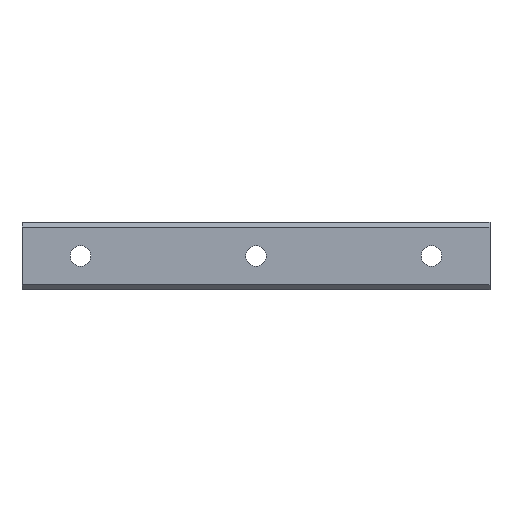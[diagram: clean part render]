
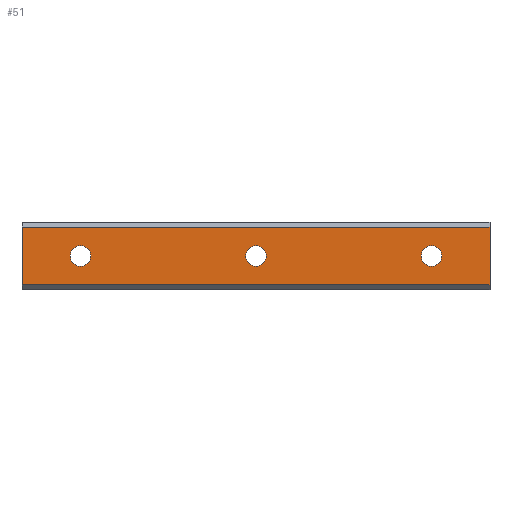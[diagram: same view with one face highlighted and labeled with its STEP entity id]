
A CAD part, front view. The second image highlights one B-rep face of the part: STEP entity #51.
In plain terms, the highlighted planar face has unit normal (0, -1, 0).
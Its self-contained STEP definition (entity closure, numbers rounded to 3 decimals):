
#1 = EDGE_LOOP ( 'NONE', ( #575, #676 ) ) ;
#22 = CARTESIAN_POINT ( 'NONE',  ( 60., 0., 0. ) ) ;
#35 = LINE ( 'NONE', #462, #1336 ) ;
#37 = DIRECTION ( 'NONE',  ( 0., -1., 0. ) ) ;
#44 = AXIS2_PLACEMENT_3D ( 'NONE', #233, #1195, #566 ) ;
#47 = CIRCLE ( 'NONE', #364, 3.5 ) ;
#51 = ADVANCED_FACE ( 'NONE', ( #673, #980, #1077, #152 ), #1304, .F. ) ;
#79 = EDGE_CURVE ( 'NONE', #944, #490, #780, .T. ) ;
#95 = ORIENTED_EDGE ( 'NONE', *, *, #986, .F. ) ;
#96 = CARTESIAN_POINT ( 'NONE',  ( -20., 0., 9.9 ) ) ;
#102 = DIRECTION ( 'NONE',  ( 0., -1., 0. ) ) ;
#142 = EDGE_LOOP ( 'NONE', ( #1019, #967 ) ) ;
#145 = EDGE_CURVE ( 'NONE', #347, #397, #761, .T. ) ;
#152 = FACE_BOUND ( 'NONE', #1, .T. ) ;
#197 = CARTESIAN_POINT ( 'NONE',  ( 120., 0., -3.5 ) ) ;
#233 = CARTESIAN_POINT ( 'NONE',  ( 140., 0., 9.9 ) ) ;
#242 = ORIENTED_EDGE ( 'NONE', *, *, #1148, .F. ) ;
#243 = EDGE_CURVE ( 'NONE', #973, #394, #1125, .T. ) ;
#249 = EDGE_LOOP ( 'NONE', ( #95, #1323, #353, #329 ) ) ;
#253 = AXIS2_PLACEMENT_3D ( 'NONE', #592, #1350, #1241 ) ;
#257 = DIRECTION ( 'NONE',  ( 0., 0., 1. ) ) ;
#287 = DIRECTION ( 'NONE',  ( 0., 0., -1. ) ) ;
#329 = ORIENTED_EDGE ( 'NONE', *, *, #385, .F. ) ;
#347 = VERTEX_POINT ( 'NONE', #516 ) ;
#349 = DIRECTION ( 'NONE',  ( 0., 0., 1. ) ) ;
#353 = ORIENTED_EDGE ( 'NONE', *, *, #243, .F. ) ;
#364 = AXIS2_PLACEMENT_3D ( 'NONE', #1050, #102, #405 ) ;
#370 = CARTESIAN_POINT ( 'NONE',  ( 60., 0., 3.5 ) ) ;
#375 = CARTESIAN_POINT ( 'NONE',  ( 140., 0., 9.9 ) ) ;
#379 = AXIS2_PLACEMENT_3D ( 'NONE', #991, #37, #257 ) ;
#385 = EDGE_CURVE ( 'NONE', #821, #973, #1255, .T. ) ;
#394 = VERTEX_POINT ( 'NONE', #726 ) ;
#397 = VERTEX_POINT ( 'NONE', #197 ) ;
#405 = DIRECTION ( 'NONE',  ( 0., 0., 1. ) ) ;
#408 = CARTESIAN_POINT ( 'NONE',  ( 0., 0., 0. ) ) ;
#432 = VERTEX_POINT ( 'NONE', #523 ) ;
#462 = CARTESIAN_POINT ( 'NONE',  ( 140., 0., -9.9 ) ) ;
#483 = LINE ( 'NONE', #684, #1018 ) ;
#490 = VERTEX_POINT ( 'NONE', #1073 ) ;
#516 = CARTESIAN_POINT ( 'NONE',  ( 120., 0., 3.5 ) ) ;
#523 = CARTESIAN_POINT ( 'NONE',  ( 60., 0., -3.5 ) ) ;
#566 = DIRECTION ( 'NONE',  ( 0., 0., 1. ) ) ;
#575 = ORIENTED_EDGE ( 'NONE', *, *, #645, .F. ) ;
#592 = CARTESIAN_POINT ( 'NONE',  ( 0., 0., 0. ) ) ;
#645 = EDGE_CURVE ( 'NONE', #999, #432, #1056, .T. ) ;
#664 = DIRECTION ( 'NONE',  ( -1., 0., 0. ) ) ;
#669 = CIRCLE ( 'NONE', #1036, 3.5 ) ;
#673 = FACE_OUTER_BOUND ( 'NONE', #249, .T. ) ;
#676 = ORIENTED_EDGE ( 'NONE', *, *, #1067, .F. ) ;
#684 = CARTESIAN_POINT ( 'NONE',  ( 140., 0., 9.9 ) ) ;
#726 = CARTESIAN_POINT ( 'NONE',  ( 140., 0., 9.9 ) ) ;
#761 = CIRCLE ( 'NONE', #864, 3.5 ) ;
#764 = VERTEX_POINT ( 'NONE', #818 ) ;
#766 = CARTESIAN_POINT ( 'NONE',  ( -20., 0., 9.9 ) ) ;
#780 = CIRCLE ( 'NONE', #1156, 3.5 ) ;
#818 = CARTESIAN_POINT ( 'NONE',  ( 140., 0., -9.9 ) ) ;
#821 = VERTEX_POINT ( 'NONE', #1046 ) ;
#842 = VECTOR ( 'NONE', #1107, 1000. ) ;
#851 = CARTESIAN_POINT ( 'NONE',  ( 0., 0., -3.5 ) ) ;
#852 = DIRECTION ( 'NONE',  ( 0., -1., 0. ) ) ;
#864 = AXIS2_PLACEMENT_3D ( 'NONE', #1173, #949, #1374 ) ;
#944 = VERTEX_POINT ( 'NONE', #851 ) ;
#946 = DIRECTION ( 'NONE',  ( 0., 0., 1. ) ) ;
#949 = DIRECTION ( 'NONE',  ( 0., -1., 0. ) ) ;
#957 = CIRCLE ( 'NONE', #253, 3.5 ) ;
#967 = ORIENTED_EDGE ( 'NONE', *, *, #1300, .F. ) ;
#973 = VERTEX_POINT ( 'NONE', #766 ) ;
#980 = FACE_BOUND ( 'NONE', #1338, .T. ) ;
#986 = EDGE_CURVE ( 'NONE', #764, #821, #35, .T. ) ;
#991 = CARTESIAN_POINT ( 'NONE',  ( 60., 0., 0. ) ) ;
#998 = VECTOR ( 'NONE', #946, 1000. ) ;
#999 = VERTEX_POINT ( 'NONE', #370 ) ;
#1018 = VECTOR ( 'NONE', #287, 1000. ) ;
#1019 = ORIENTED_EDGE ( 'NONE', *, *, #145, .F. ) ;
#1036 = AXIS2_PLACEMENT_3D ( 'NONE', #22, #1297, #349 ) ;
#1046 = CARTESIAN_POINT ( 'NONE',  ( -20., 0., -9.9 ) ) ;
#1050 = CARTESIAN_POINT ( 'NONE',  ( 120., 0., 0. ) ) ;
#1053 = DIRECTION ( 'NONE',  ( 0., 0., 1. ) ) ;
#1056 = CIRCLE ( 'NONE', #379, 3.5 ) ;
#1067 = EDGE_CURVE ( 'NONE', #432, #999, #669, .T. ) ;
#1073 = CARTESIAN_POINT ( 'NONE',  ( 0., 0., 3.5 ) ) ;
#1077 = FACE_BOUND ( 'NONE', #142, .T. ) ;
#1107 = DIRECTION ( 'NONE',  ( 1., 0., 0. ) ) ;
#1125 = LINE ( 'NONE', #375, #842 ) ;
#1148 = EDGE_CURVE ( 'NONE', #490, #944, #957, .T. ) ;
#1156 = AXIS2_PLACEMENT_3D ( 'NONE', #408, #852, #1053 ) ;
#1173 = CARTESIAN_POINT ( 'NONE',  ( 120., 0., 0. ) ) ;
#1185 = EDGE_CURVE ( 'NONE', #394, #764, #483, .T. ) ;
#1195 = DIRECTION ( 'NONE',  ( 0., 1., 0. ) ) ;
#1241 = DIRECTION ( 'NONE',  ( 0., 0., 1. ) ) ;
#1255 = LINE ( 'NONE', #96, #998 ) ;
#1282 = ORIENTED_EDGE ( 'NONE', *, *, #79, .F. ) ;
#1297 = DIRECTION ( 'NONE',  ( 0., -1., 0. ) ) ;
#1300 = EDGE_CURVE ( 'NONE', #397, #347, #47, .T. ) ;
#1304 = PLANE ( 'NONE',  #44 ) ;
#1323 = ORIENTED_EDGE ( 'NONE', *, *, #1185, .F. ) ;
#1336 = VECTOR ( 'NONE', #664, 1000. ) ;
#1338 = EDGE_LOOP ( 'NONE', ( #242, #1282 ) ) ;
#1350 = DIRECTION ( 'NONE',  ( 0., -1., 0. ) ) ;
#1374 = DIRECTION ( 'NONE',  ( 0., 0., 1. ) ) ;
